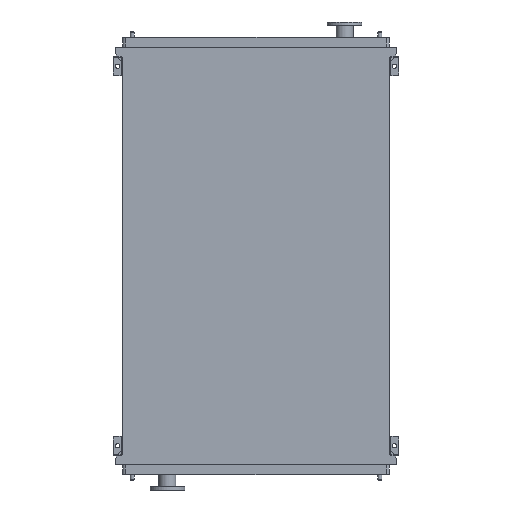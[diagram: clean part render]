
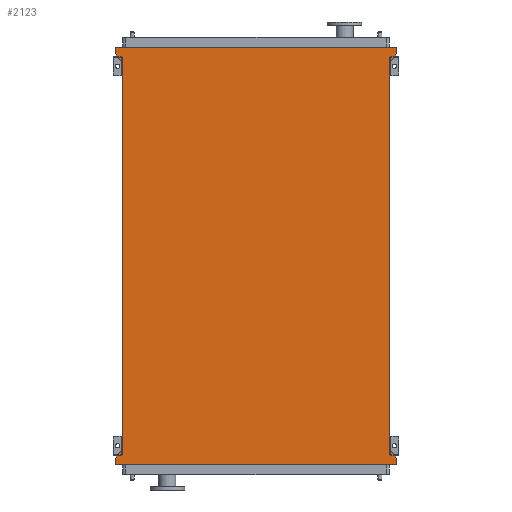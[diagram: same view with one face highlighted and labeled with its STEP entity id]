
A CAD part, front view. The second image highlights one B-rep face of the part: STEP entity #2123.
In plain terms, the highlighted planar face has unit normal (0, -1, 0).
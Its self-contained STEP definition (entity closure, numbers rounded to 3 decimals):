
#289 = VECTOR ( 'NONE', #13312, 1000. ) ;
#555 = VERTEX_POINT ( 'NONE', #1016 ) ;
#974 = ORIENTED_EDGE ( 'NONE', *, *, #12729, .F. ) ;
#1016 = CARTESIAN_POINT ( 'NONE',  ( -891., 0., -2545. ) ) ;
#1102 = VECTOR ( 'NONE', #4684, 1000. ) ;
#1214 = VERTEX_POINT ( 'NONE', #18423 ) ;
#1307 = CARTESIAN_POINT ( 'NONE',  ( -891., 0., 95. ) ) ;
#1511 = CARTESIAN_POINT ( 'NONE',  ( 891., 0., -2503. ) ) ;
#1605 = ORIENTED_EDGE ( 'NONE', *, *, #17433, .F. ) ;
#2123 = ADVANCED_FACE ( 'NONE', ( #4129 ), #3594, .T. ) ;
#2622 = DIRECTION ( 'NONE',  ( 0., 0., 1. ) ) ;
#2695 = ORIENTED_EDGE ( 'NONE', *, *, #16237, .F. ) ;
#2763 = VECTOR ( 'NONE', #7421, 1000. ) ;
#2930 = CARTESIAN_POINT ( 'NONE',  ( 845., 0., -2450. ) ) ;
#3036 = CARTESIAN_POINT ( 'NONE',  ( 891., 0., -2503. ) ) ;
#3190 = VERTEX_POINT ( 'NONE', #17409 ) ;
#3444 = CARTESIAN_POINT ( 'NONE',  ( 845., 0., -2450. ) ) ;
#3594 = PLANE ( 'NONE',  #6699 ) ;
#3671 = VERTEX_POINT ( 'NONE', #3036 ) ;
#3957 = CARTESIAN_POINT ( 'NONE',  ( 845., 0., -2450. ) ) ;
#3977 = ORIENTED_EDGE ( 'NONE', *, *, #7028, .F. ) ;
#4099 = CARTESIAN_POINT ( 'NONE',  ( 891., 0., 95. ) ) ;
#4129 = FACE_OUTER_BOUND ( 'NONE', #9794, .T. ) ;
#4173 = VERTEX_POINT ( 'NONE', #10119 ) ;
#4227 = VECTOR ( 'NONE', #9838, 1000. ) ;
#4268 = ORIENTED_EDGE ( 'NONE', *, *, #16355, .F. ) ;
#4504 = LINE ( 'NONE', #8412, #18388 ) ;
#4684 = DIRECTION ( 'NONE',  ( 0.655, 0., -0.755 ) ) ;
#4745 = CARTESIAN_POINT ( 'NONE',  ( -891., 0., -2503. ) ) ;
#5557 = EDGE_CURVE ( 'NONE', #8867, #11761, #10092, .T. ) ;
#5733 = CARTESIAN_POINT ( 'NONE',  ( 891., 0., 95. ) ) ;
#6253 = VERTEX_POINT ( 'NONE', #16616 ) ;
#6533 = CARTESIAN_POINT ( 'NONE',  ( -845., 0., -2450. ) ) ;
#6669 = LINE ( 'NONE', #15973, #2763 ) ;
#6699 = AXIS2_PLACEMENT_3D ( 'NONE', #6533, #7982, #17964 ) ;
#6753 = ORIENTED_EDGE ( 'NONE', *, *, #14217, .F. ) ;
#6821 = ORIENTED_EDGE ( 'NONE', *, *, #10016, .T. ) ;
#7022 = CARTESIAN_POINT ( 'NONE',  ( 891., 0., 53. ) ) ;
#7028 = EDGE_CURVE ( 'NONE', #11761, #3190, #15659, .T. ) ;
#7113 = VECTOR ( 'NONE', #16875, 1000. ) ;
#7300 = ORIENTED_EDGE ( 'NONE', *, *, #13805, .F. ) ;
#7421 = DIRECTION ( 'NONE',  ( -0.655, 0., 0.755 ) ) ;
#7548 = VECTOR ( 'NONE', #17913, 1000. ) ;
#7623 = CARTESIAN_POINT ( 'NONE',  ( 891., 0., -2545. ) ) ;
#7982 = DIRECTION ( 'NONE',  ( 0., -1., 0. ) ) ;
#8412 = CARTESIAN_POINT ( 'NONE',  ( -891., 0., -2545. ) ) ;
#8455 = LINE ( 'NONE', #2930, #1102 ) ;
#8468 = ORIENTED_EDGE ( 'NONE', *, *, #5557, .F. ) ;
#8867 = VERTEX_POINT ( 'NONE', #1307 ) ;
#8999 = VERTEX_POINT ( 'NONE', #14714 ) ;
#9292 = LINE ( 'NONE', #1511, #16422 ) ;
#9657 = VECTOR ( 'NONE', #15080, 1000. ) ;
#9794 = EDGE_LOOP ( 'NONE', ( #6821, #9935, #3977, #8468, #14735, #7300, #10093, #974, #1605, #4268, #2695, #6753 ) ) ;
#9838 = DIRECTION ( 'NONE',  ( 0., 0., -1. ) ) ;
#9844 = DIRECTION ( 'NONE',  ( 0., 0., 1. ) ) ;
#9935 = ORIENTED_EDGE ( 'NONE', *, *, #17439, .F. ) ;
#9997 = VECTOR ( 'NONE', #2622, 1000. ) ;
#10016 = EDGE_CURVE ( 'NONE', #15741, #8999, #15597, .T. ) ;
#10092 = LINE ( 'NONE', #12269, #9657 ) ;
#10093 = ORIENTED_EDGE ( 'NONE', *, *, #14978, .F. ) ;
#10119 = CARTESIAN_POINT ( 'NONE',  ( 891., 0., -2545. ) ) ;
#10451 = EDGE_CURVE ( 'NONE', #1214, #8867, #18485, .T. ) ;
#10786 = CARTESIAN_POINT ( 'NONE',  ( -891., 0., 53. ) ) ;
#11259 = LINE ( 'NONE', #7623, #15076 ) ;
#11761 = VERTEX_POINT ( 'NONE', #5733 ) ;
#11915 = LINE ( 'NONE', #4745, #289 ) ;
#12269 = CARTESIAN_POINT ( 'NONE',  ( -891., 0., 95. ) ) ;
#12713 = CARTESIAN_POINT ( 'NONE',  ( -845., 0., -2450. ) ) ;
#12729 = EDGE_CURVE ( 'NONE', #15030, #6253, #11915, .T. ) ;
#13312 = DIRECTION ( 'NONE',  ( 0.655, 0., 0.755 ) ) ;
#13784 = LINE ( 'NONE', #12713, #9997 ) ;
#13805 = EDGE_CURVE ( 'NONE', #16099, #1214, #6669, .T. ) ;
#14136 = VECTOR ( 'NONE', #15568, 1000. ) ;
#14217 = EDGE_CURVE ( 'NONE', #15741, #3671, #8455, .T. ) ;
#14484 = DIRECTION ( 'NONE',  ( 0., 0., -1. ) ) ;
#14581 = LINE ( 'NONE', #7022, #14136 ) ;
#14714 = CARTESIAN_POINT ( 'NONE',  ( 845., 0., 0. ) ) ;
#14735 = ORIENTED_EDGE ( 'NONE', *, *, #10451, .F. ) ;
#14978 = EDGE_CURVE ( 'NONE', #6253, #16099, #13784, .T. ) ;
#15030 = VERTEX_POINT ( 'NONE', #18526 ) ;
#15076 = VECTOR ( 'NONE', #16169, 1000. ) ;
#15080 = DIRECTION ( 'NONE',  ( 1., 0., 0. ) ) ;
#15568 = DIRECTION ( 'NONE',  ( -0.655, 0., -0.755 ) ) ;
#15597 = LINE ( 'NONE', #3957, #7113 ) ;
#15659 = LINE ( 'NONE', #4099, #4227 ) ;
#15741 = VERTEX_POINT ( 'NONE', #3444 ) ;
#15973 = CARTESIAN_POINT ( 'NONE',  ( -845., 0., 0. ) ) ;
#16099 = VERTEX_POINT ( 'NONE', #17070 ) ;
#16169 = DIRECTION ( 'NONE',  ( -1., 0., 0. ) ) ;
#16237 = EDGE_CURVE ( 'NONE', #3671, #4173, #9292, .T. ) ;
#16355 = EDGE_CURVE ( 'NONE', #4173, #555, #11259, .T. ) ;
#16422 = VECTOR ( 'NONE', #14484, 1000. ) ;
#16616 = CARTESIAN_POINT ( 'NONE',  ( -845., 0., -2450. ) ) ;
#16875 = DIRECTION ( 'NONE',  ( 0., 0., 1. ) ) ;
#17070 = CARTESIAN_POINT ( 'NONE',  ( -845., 0., 0. ) ) ;
#17409 = CARTESIAN_POINT ( 'NONE',  ( 891., 0., 53. ) ) ;
#17433 = EDGE_CURVE ( 'NONE', #555, #15030, #4504, .T. ) ;
#17439 = EDGE_CURVE ( 'NONE', #3190, #8999, #14581, .T. ) ;
#17913 = DIRECTION ( 'NONE',  ( 0., 0., 1. ) ) ;
#17964 = DIRECTION ( 'NONE',  ( 0., 0., -1. ) ) ;
#18388 = VECTOR ( 'NONE', #9844, 1000. ) ;
#18423 = CARTESIAN_POINT ( 'NONE',  ( -891., 0., 53. ) ) ;
#18485 = LINE ( 'NONE', #10786, #7548 ) ;
#18526 = CARTESIAN_POINT ( 'NONE',  ( -891., 0., -2503. ) ) ;
